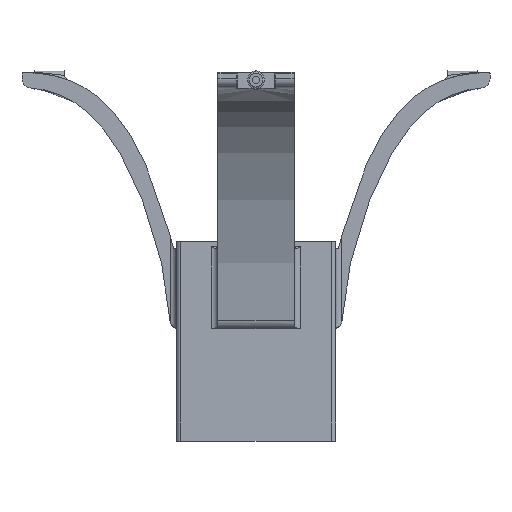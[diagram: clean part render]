
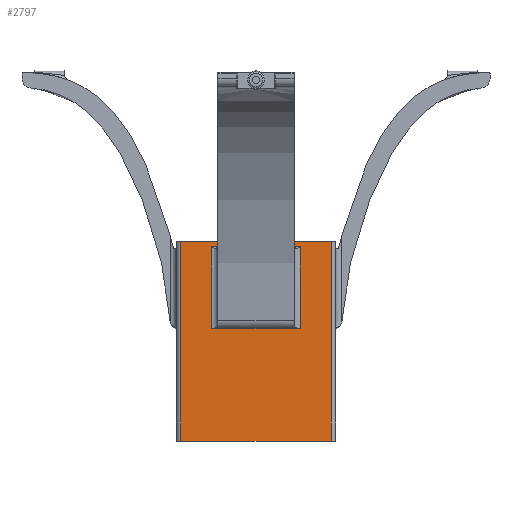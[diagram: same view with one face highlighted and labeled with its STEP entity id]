
A CAD part, left-side view. The second image highlights one B-rep face of the part: STEP entity #2797.
In plain terms, the highlighted planar face has unit normal (-1, 0, 0).
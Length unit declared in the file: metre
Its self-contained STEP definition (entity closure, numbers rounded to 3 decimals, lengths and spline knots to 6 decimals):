
#259=LINE('',#4551,#419);
#260=LINE('',#4554,#420);
#261=LINE('',#4556,#421);
#262=LINE('',#4558,#422);
#263=LINE('',#4559,#423);
#264=LINE('',#4562,#424);
#265=LINE('',#4564,#425);
#266=LINE('',#4566,#426);
#419=VECTOR('',#3472,1.);
#420=VECTOR('',#3473,1.);
#421=VECTOR('',#3474,1.);
#422=VECTOR('',#3475,1.);
#423=VECTOR('',#3476,1.);
#424=VECTOR('',#3477,1.);
#425=VECTOR('',#3478,1.);
#426=VECTOR('',#3479,1.);
#543=PLANE('',#3035);
#782=ORIENTED_EDGE('',*,*,#1587,.F.);
#783=ORIENTED_EDGE('',*,*,#1588,.T.);
#784=ORIENTED_EDGE('',*,*,#1589,.T.);
#785=ORIENTED_EDGE('',*,*,#1590,.T.);
#786=ORIENTED_EDGE('',*,*,#1591,.T.);
#787=ORIENTED_EDGE('',*,*,#1592,.T.);
#788=ORIENTED_EDGE('',*,*,#1593,.T.);
#789=ORIENTED_EDGE('',*,*,#1594,.T.);
#1587=EDGE_CURVE('',#1984,#1985,#259,.T.);
#1588=EDGE_CURVE('',#1984,#1986,#260,.F.);
#1589=EDGE_CURVE('',#1986,#1987,#261,.T.);
#1590=EDGE_CURVE('',#1987,#1985,#262,.T.);
#1591=EDGE_CURVE('',#1988,#1989,#263,.F.);
#1592=EDGE_CURVE('',#1989,#1990,#264,.F.);
#1593=EDGE_CURVE('',#1990,#1991,#265,.F.);
#1594=EDGE_CURVE('',#1991,#1988,#266,.T.);
#1984=VERTEX_POINT('',#4552);
#1985=VERTEX_POINT('',#4553);
#1986=VERTEX_POINT('',#4555);
#1987=VERTEX_POINT('',#4557);
#1988=VERTEX_POINT('',#4560);
#1989=VERTEX_POINT('',#4561);
#1990=VERTEX_POINT('',#4563);
#1991=VERTEX_POINT('',#4565);
#2311=EDGE_LOOP('',(#782,#783,#784,#785));
#2312=EDGE_LOOP('',(#786,#787,#788,#789));
#2527=FACE_BOUND('',#2311,.T.);
#2528=FACE_BOUND('',#2312,.T.);
#2797=ADVANCED_FACE('',(#2527,#2528),#543,.T.);
#3035=AXIS2_PLACEMENT_3D('',#4550,#3470,#3471);
#3470=DIRECTION('',(-1.,0.,0.));
#3471=DIRECTION('',(0.,-1.,0.));
#3472=DIRECTION('',(0.,-1.,0.));
#3473=DIRECTION('',(0.,0.,1.));
#3474=DIRECTION('',(0.,-1.,0.));
#3475=DIRECTION('',(0.,0.,1.));
#3476=DIRECTION('',(0.,-1.,0.));
#3477=DIRECTION('',(0.,0.,-1.));
#3478=DIRECTION('',(0.,1.,0.));
#3479=DIRECTION('',(0.,0.,-1.));
#4550=CARTESIAN_POINT('',(-0.0262,0.,-0.005));
#4551=CARTESIAN_POINT('',(-0.0262,0.,0.0527));
#4552=CARTESIAN_POINT('',(-0.0262,0.0247,0.0527));
#4553=CARTESIAN_POINT('',(-0.0262,-0.0247,0.0527));
#4554=CARTESIAN_POINT('',(-0.0262,0.0247,-0.005));
#4555=CARTESIAN_POINT('',(-0.0262,0.0247,-0.013));
#4556=CARTESIAN_POINT('',(-0.0262,0.,-0.013));
#4557=CARTESIAN_POINT('',(-0.0262,-0.0247,-0.013));
#4558=CARTESIAN_POINT('',(-0.0262,-0.0247,0.0527));
#4559=CARTESIAN_POINT('',(-0.0262,0.,0.023997));
#4560=CARTESIAN_POINT('',(-0.0262,-0.0145,0.023997));
#4561=CARTESIAN_POINT('',(-0.0262,0.0145,0.023997));
#4562=CARTESIAN_POINT('',(-0.0262,0.0145,-0.005));
#4563=CARTESIAN_POINT('',(-0.0262,0.0145,0.050835));
#4564=CARTESIAN_POINT('',(-0.0262,-0.0125,0.050835));
#4565=CARTESIAN_POINT('',(-0.0262,-0.0145,0.050835));
#4566=CARTESIAN_POINT('',(-0.0262,-0.0145,0.023997));
